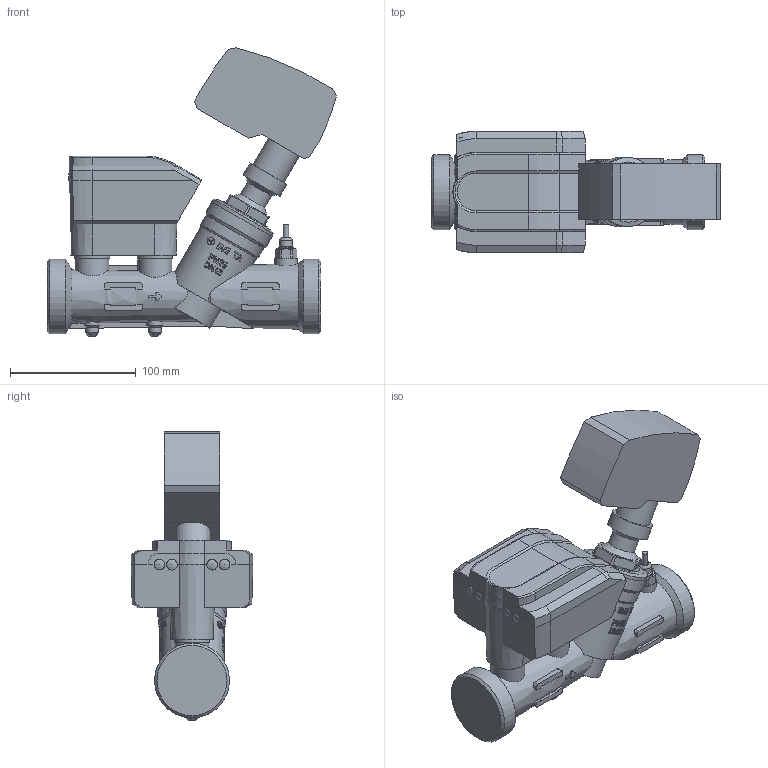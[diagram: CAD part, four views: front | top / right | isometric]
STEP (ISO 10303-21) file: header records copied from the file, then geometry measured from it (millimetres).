
FILE_DESCRIPTION(/* description */ ('Unknown'),/* implementation_level */ '2;1');
FILE_NAME(/* name */ '52 164-540 TA-Smart DN40',/* time_stamp */ '2021-03-24T13:20:27+01:00',/* author */ ('Unknown'),/* organization */ ('Unknown'),/* preprocessor_version */ 'ST-DEVELOPER v16.7',/* originating_system */ 'Solid Edge',/* authorisation */ 'Unknown');
FILE_SCHEMA (('AUTOMOTIVE_DESIGN {1 0 10303 214 3 1 1}'));
Length unit declared in the file: millimetre
Products named in the file (1): 52 164-540 TA-Smart DN40
Bounding box: 230.23 x 97 x 229.75 mm (x, y, z)
Volume: 47.8 mm3; surface area: 125401.3 mm2
Topology: 1 solids, 2 shells, 515 faces, 1338 edges, 880 vertices
Faces by surface type: plane 265, cylinder 142, cone 56, bspline 47, sphere 4, torus 1
Full cylindrical faces by diameter (mm): 4.1 x1, 6 x2, 10 x3, 12.7 x1, 18 x1, 22 x1, 27 x2, 28 x2, 28.5 x1, 34 x1, 40.2 x1, 51.2 x1, 53 x1, 55.3 x1, 55.5 x1, 59.614 x2
Entity records: 21834 total; most frequent: CARTESIAN_POINT 7182, ORIENTED_EDGE 2482, DIRECTION 2184, EDGE_CURVE 1241, VERTEX_POINT 843, AXIS2_PLACEMENT_3D 792, FACE_BOUND 630, EDGE_LOOP 628
